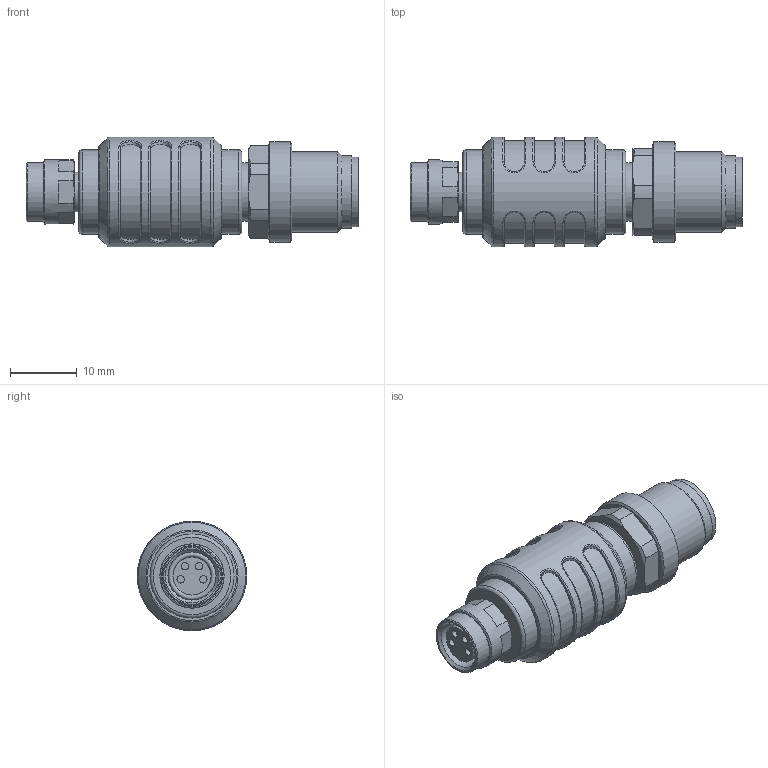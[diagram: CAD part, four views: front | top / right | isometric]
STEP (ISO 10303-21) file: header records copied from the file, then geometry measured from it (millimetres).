
FILE_DESCRIPTION(/* description */ (''),/* implementation_level */ '2;1');
FILE_NAME(/* name */ '5039161_step.stp',/* time_stamp */ '2022-04-29T12:32:47+02:00',/* author */ (''),/* organization */ (''),/* preprocessor_version */ 'ST-DEVELOPER v16',/* originating_system */ 'SIEMENS PLM Software NX 10.0',/* authorisation */ '');
FILE_SCHEMA (('AUTOMOTIVE_DESIGN { 1 0 10303 214 3 1 1 1 }'));
Bounding box: 49.7 x 16.4 x 16.4 mm (x, y, z)
Volume: 6461.4 mm3; surface area: 3343 mm2
Topology: 1 solids, 1 shells, 256 faces, 627 edges, 401 vertices
Faces by surface type: plane 92, cylinder 69, torus 28, extrusion 25, cone 20, bspline 18, sphere 4
Full cylindrical faces by diameter (mm): 1 x4, 1.1 x4, 5.7 x1, 5.9 x1, 7.2 x1, 8.3 x1, 8.7 x1, 8.8 x1, 9.6 x1, 10.5 x1, 10.8 x1, 12 x1, 12.6 x2, 15 x1, 16.4 x1
Entity records: 8044 total; most frequent: CRTPNT 2438, DRCTN 1120, ORNEDG 1116, EDGCRV 558, A2PL3D 436, VRTPNT 373, EDGLP 325, ADVFC 256
